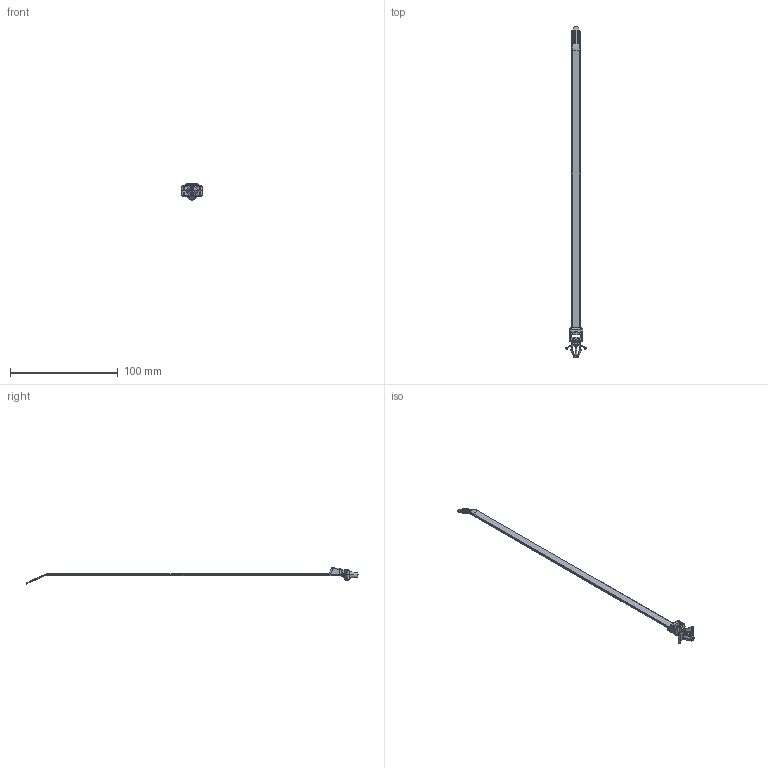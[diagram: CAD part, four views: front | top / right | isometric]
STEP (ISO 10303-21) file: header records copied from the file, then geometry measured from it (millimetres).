
FILE_DESCRIPTION(/* description */ (''),/* implementation_level */ '2;1');
FILE_NAME(/* name */ 'PLWP3H.stp',/* time_stamp */ '2023-06-15T13:46:36-05:00',/* author */ (''),/* organization */ (''),/* preprocessor_version */ 'ST-DEVELOPER v16.7',/* originating_system */ 'SIEMENS PLM Software NX 1926',/* authorisation */ '');
FILE_SCHEMA (('AP203_CONFIGURATION_CONTROLLED_3D_DESIGN_OF_MECHANICAL_PARTS_AND_ASSEMBLIES_MIM_LF { 1 0 10303 403 2 1 2}'));
Length unit declared in the file: inch
Products named in the file (1): BWG592071E2b50y
Bounding box: 19.05 x 307.54 x 15.15 mm (x, y, z)
Volume: 5034.6 mm3; surface area: 7522.5 mm2
Topology: 1 solids, 158 shells, 1425 faces, 3066 edges, 1954 vertices
Faces by surface type: plane 806, cylinder 467, bspline 103, torus 26, cone 11, sphere 6, revolution 4, extrusion 2
Entity records: 40787 total; most frequent: CARTESIAN_POINT 9762, DIRECTION 6447, ORIENTED_EDGE 6086, EDGE_CURVE 3043, AXIS2_PLACEMENT_3D 2323, VERTEX_POINT 1952, VECTOR 1797, LINE 1795
